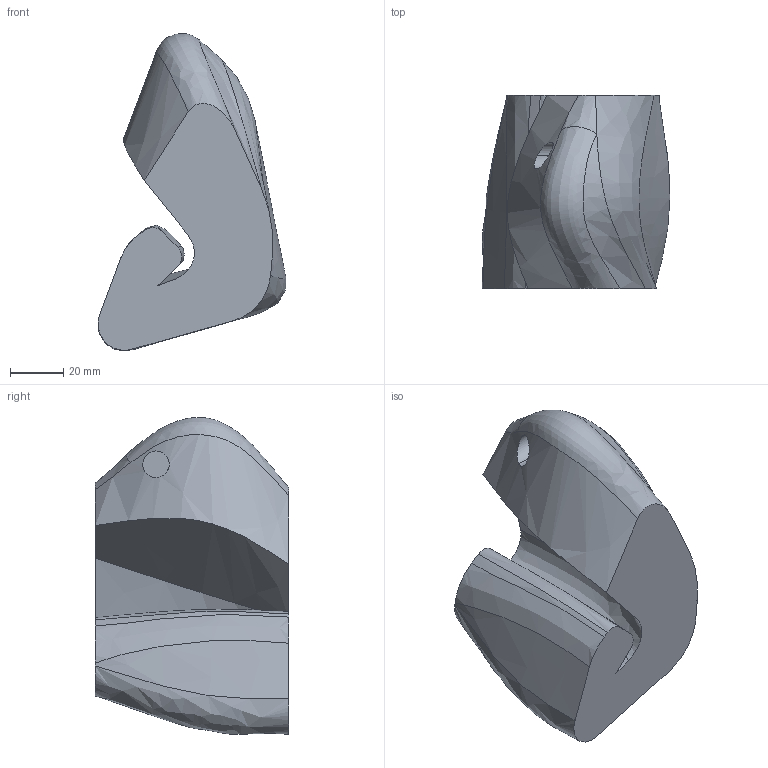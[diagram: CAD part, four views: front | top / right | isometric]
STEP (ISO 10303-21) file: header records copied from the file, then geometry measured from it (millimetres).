
FILE_DESCRIPTION (( 'STEP AP203' ), '1' );
FILE_NAME ('l_hand_Default_sldprt.STEP', '2020-01-15T12:30:00', ( '' ), ( '' ), 'SwSTEP 2.0', 'SolidWorks 2017', '' );
FILE_SCHEMA (( 'CONFIG_CONTROL_DESIGN' ));
Length unit declared in the file: millimetre
Products named in the file (1): l_hand_Default_sldprt
Bounding box: 70.64 x 72.73 x 119.19 mm (x, y, z)
Volume: 279042.1 mm3; surface area: 33364.2 mm2
Topology: 1 solids, 1 shells, 25 faces, 65 edges, 43 vertices
Faces by surface type: bspline 20, plane 3, cylinder 2
Entity records: 2168 total; most frequent: CARTESIAN_POINT 1600, ORIENTED_EDGE 130, EDGE_CURVE 65, DIRECTION 53, VERTEX_POINT 43, B_SPLINE_CURVE_WITH_KNOTS 33, EDGE_LOOP 26, FACE_OUTER_BOUND 25
